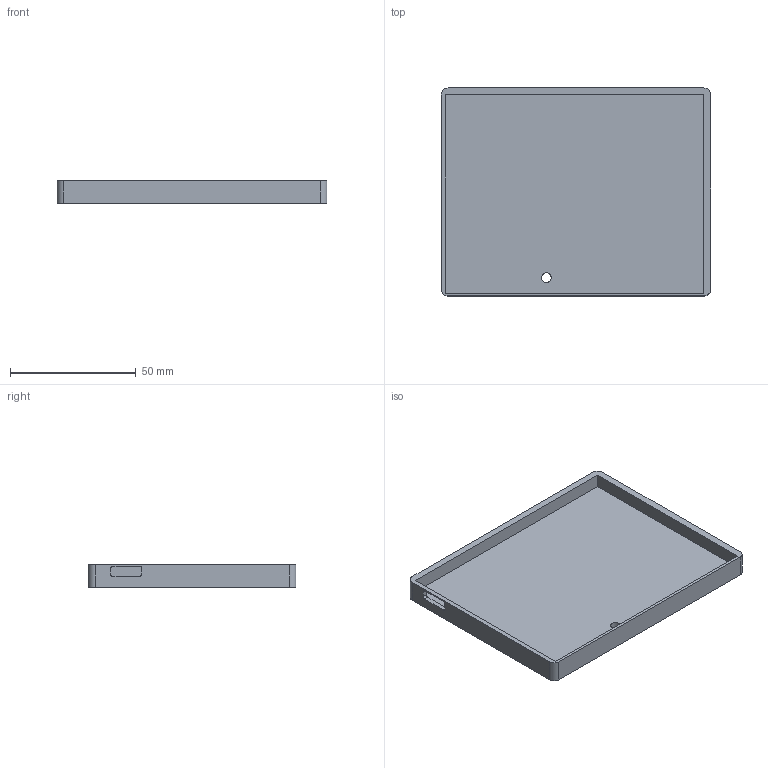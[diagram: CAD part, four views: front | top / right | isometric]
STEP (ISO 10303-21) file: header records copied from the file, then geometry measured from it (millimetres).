
FILE_DESCRIPTION(('HOOPS Exchange Step'),'2;1');
FILE_NAME('temp_export','2025-02-16T01:23:14+01:00',('deployor'),('Shapr3D Limited'),'HOOPS Exchange 2024.8','Shapr3D','Authorized');
FILE_SCHEMA( ('AP242_MANAGED_MODEL_BASED_3D_ENGINEERING_MIM_LF {1 0 10303 442 1 1 4}') );
Length unit declared in the file: millimetre
Products named in the file (2): MIDDLE; root
Assembly tree (1 placements, depth 2):
  root
    MIDDLE
Bounding box: 107.06 x 82.56 x 8.74 mm (x, y, z)
Volume: 32303.8 mm3; surface area: 22922.6 mm2
Topology: 1 solids, 1 shells, 28 faces, 76 edges, 51 vertices
Faces by surface type: plane 19, cylinder 9
Full cylindrical faces by diameter (mm): 3.8 x1
Entity records: 964 total; most frequent: CARTESIAN_POINT 159, DIRECTION 158, ORIENTED_EDGE 152, EDGE_CURVE 76, VECTOR 58, LINE 58, VERTEX_POINT 51, AXIS2_PLACEMENT_3D 50
